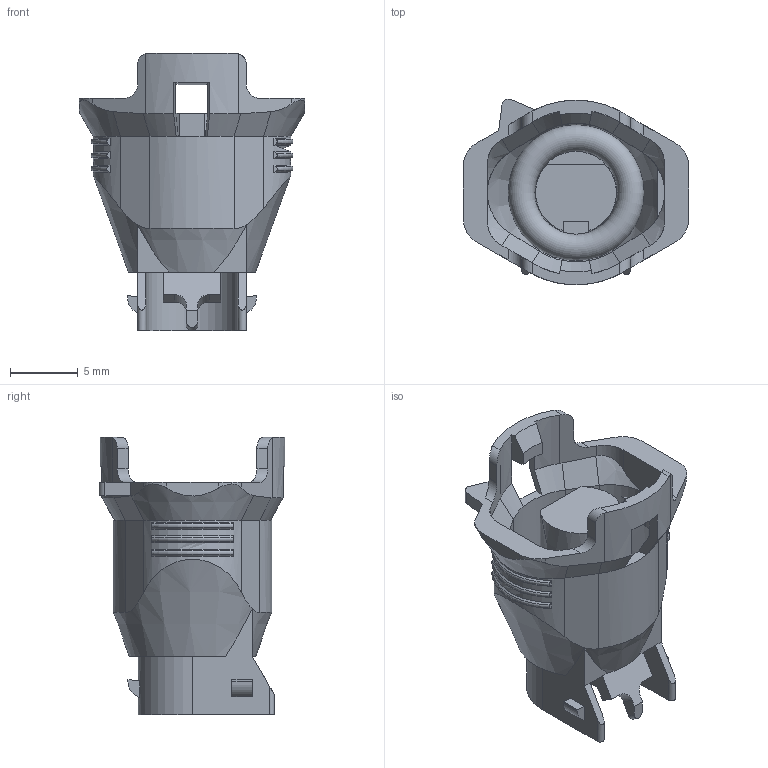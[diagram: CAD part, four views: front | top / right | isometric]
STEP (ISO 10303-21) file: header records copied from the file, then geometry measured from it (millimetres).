
FILE_DESCRIPTION(/* description */ (''),/* implementation_level */ '2;1');
FILE_NAME(/* name */ '12092512-ENV11_03-CONN.stp',/* time_stamp */ '2021-07-22T16:55:05+08:00',/* author */ (''),/* organization */ (''),/* preprocessor_version */ 'ST-DEVELOPER v16',/* originating_system */ 'SIEMENS PLM Software NX 11.0',/* authorisation */ '');
FILE_SCHEMA (('AUTOMOTIVE_DESIGN { 1 0 10303 214 3 1 1 1 }'));
Length unit declared in the file: millimetre
Products named in the file (1): 12092512-ENV11_03-CONN
Bounding box: 16.6 x 13.68 x 20.4 mm (x, y, z)
Volume: 905.7 mm3; surface area: 1893.8 mm2
Topology: 2 solids, 2 shells, 199 faces, 537 edges, 346 vertices
Faces by surface type: plane 113, cylinder 48, cone 31, torus 7
Entity records: 6604 total; most frequent: CARTESIAN_POINT 1706, ORIENTED_EDGE 1058, DIRECTION 952, EDGE_CURVE 529, VERTEX_POINT 344, AXIS2_PLACEMENT_3D 327, LINE 298, VECTOR 298
